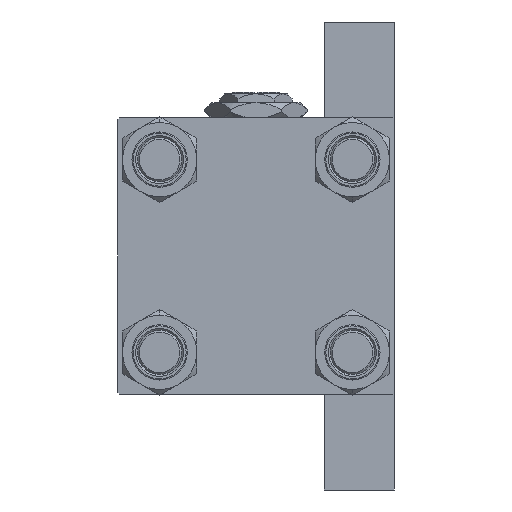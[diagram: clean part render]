
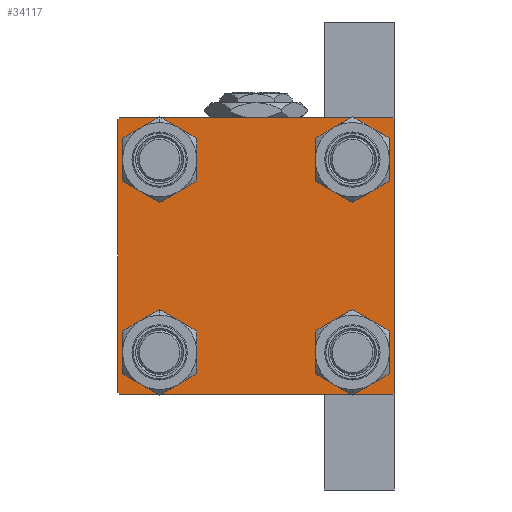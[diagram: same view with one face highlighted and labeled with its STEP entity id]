
A CAD part, left-side view. The second image highlights one B-rep face of the part: STEP entity #34117.
In plain terms, the highlighted planar face has unit normal (-1, 0, 0).
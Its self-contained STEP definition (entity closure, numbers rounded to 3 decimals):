
#396 = EDGE_CURVE ( 'NONE', #27828, #23928, #42369, .T. ) ;
#464 = VECTOR ( 'NONE', #12785, 1000. ) ;
#748 = DIRECTION ( 'NONE',  ( 1., 0., 0. ) ) ;
#1383 = CARTESIAN_POINT ( 'NONE',  ( 0., -37.5, -37. ) ) ;
#2028 = AXIS2_PLACEMENT_3D ( 'NONE', #38206, #18450, #49407 ) ;
#2397 = CARTESIAN_POINT ( 'NONE',  ( 0., 26.15, -32.65 ) ) ;
#3005 = ORIENTED_EDGE ( 'NONE', *, *, #33879, .T. ) ;
#3661 = EDGE_LOOP ( 'NONE', ( #16003, #43538 ) ) ;
#3826 = CARTESIAN_POINT ( 'NONE',  ( 0., -26.15, 32.65 ) ) ;
#4455 = ORIENTED_EDGE ( 'NONE', *, *, #30184, .T. ) ;
#5403 = EDGE_CURVE ( 'NONE', #41859, #30414, #34437, .T. ) ;
#6069 = CARTESIAN_POINT ( 'NONE',  ( 0., 26.15, -26.15 ) ) ;
#6527 = EDGE_CURVE ( 'NONE', #35210, #6583, #20389, .T. ) ;
#6583 = VERTEX_POINT ( 'NONE', #1383 ) ;
#6629 = CARTESIAN_POINT ( 'NONE',  ( 0., -37.5, 37. ) ) ;
#6785 = DIRECTION ( 'NONE',  ( 0., -0.707, -0.707 ) ) ;
#6999 = CIRCLE ( 'NONE', #7803, 6.5 ) ;
#7124 = DIRECTION ( 'NONE',  ( 1., 0., 0. ) ) ;
#7764 = EDGE_LOOP ( 'NONE', ( #16428, #4455 ) ) ;
#7803 = AXIS2_PLACEMENT_3D ( 'NONE', #8425, #43661, #23891 ) ;
#8356 = DIRECTION ( 'NONE',  ( 0., 0.707, -0.707 ) ) ;
#8425 = CARTESIAN_POINT ( 'NONE',  ( 0., -26.15, 26.15 ) ) ;
#8610 = CARTESIAN_POINT ( 'NONE',  ( 0., 26.15, 19.65 ) ) ;
#8830 = CARTESIAN_POINT ( 'NONE',  ( 0., -26.15, -26.15 ) ) ;
#9084 = VECTOR ( 'NONE', #22751, 1000. ) ;
#9360 = CARTESIAN_POINT ( 'NONE',  ( 0., 37.5, -37.5 ) ) ;
#9428 = CARTESIAN_POINT ( 'NONE',  ( 0., -26.15, 26.15 ) ) ;
#9494 = EDGE_CURVE ( 'NONE', #35210, #32611, #11854, .T. ) ;
#10007 = VECTOR ( 'NONE', #6785, 1000. ) ;
#11109 = VERTEX_POINT ( 'NONE', #3826 ) ;
#11113 = VECTOR ( 'NONE', #33840, 1000. ) ;
#11250 = ORIENTED_EDGE ( 'NONE', *, *, #23047, .T. ) ;
#11323 = CARTESIAN_POINT ( 'NONE',  ( 0., 0., 0. ) ) ;
#11441 = DIRECTION ( 'NONE',  ( 0., -1., 0. ) ) ;
#11854 = LINE ( 'NONE', #27314, #9084 ) ;
#11897 = CARTESIAN_POINT ( 'NONE',  ( 0., 37.25, 37.25 ) ) ;
#12033 = CARTESIAN_POINT ( 'NONE',  ( 0., 37.25, -37.25 ) ) ;
#12091 = AXIS2_PLACEMENT_3D ( 'NONE', #28359, #748, #47665 ) ;
#12258 = CARTESIAN_POINT ( 'NONE',  ( 0., 37., 37.5 ) ) ;
#12474 = DIRECTION ( 'NONE',  ( 0., -1., 0. ) ) ;
#12564 = AXIS2_PLACEMENT_3D ( 'NONE', #6069, #21266, #48429 ) ;
#12785 = DIRECTION ( 'NONE',  ( 0., 0., -1. ) ) ;
#12788 = CIRCLE ( 'NONE', #26553, 6.5 ) ;
#12862 = DIRECTION ( 'NONE',  ( 1., 0., 0. ) ) ;
#13093 = ORIENTED_EDGE ( 'NONE', *, *, #22492, .F. ) ;
#13198 = AXIS2_PLACEMENT_3D ( 'NONE', #9428, #39828, #40343 ) ;
#14062 = ORIENTED_EDGE ( 'NONE', *, *, #41422, .T. ) ;
#14211 = AXIS2_PLACEMENT_3D ( 'NONE', #8830, #12862, #24784 ) ;
#15632 = DIRECTION ( 'NONE',  ( -1., 0., 0. ) ) ;
#16003 = ORIENTED_EDGE ( 'NONE', *, *, #45507, .T. ) ;
#16150 = VECTOR ( 'NONE', #11441, 1000. ) ;
#16428 = ORIENTED_EDGE ( 'NONE', *, *, #5403, .T. ) ;
#16702 = LINE ( 'NONE', #9360, #16150 ) ;
#16930 = VERTEX_POINT ( 'NONE', #31440 ) ;
#17635 = CARTESIAN_POINT ( 'NONE',  ( 0., 37.5, 37.5 ) ) ;
#17724 = EDGE_CURVE ( 'NONE', #39541, #22984, #31910, .T. ) ;
#18450 = DIRECTION ( 'NONE',  ( 1., 0., 0. ) ) ;
#18916 = DIRECTION ( 'NONE',  ( 0., 0., 1. ) ) ;
#19428 = VERTEX_POINT ( 'NONE', #44352 ) ;
#19438 = FACE_BOUND ( 'NONE', #3661, .T. ) ;
#19679 = CARTESIAN_POINT ( 'NONE',  ( 0., -26.15, 19.65 ) ) ;
#20092 = LINE ( 'NONE', #39092, #32875 ) ;
#20389 = LINE ( 'NONE', #36113, #464 ) ;
#21266 = DIRECTION ( 'NONE',  ( 1., 0., 0. ) ) ;
#21569 = DIRECTION ( 'NONE',  ( 0., -0.707, 0.707 ) ) ;
#22492 = EDGE_CURVE ( 'NONE', #39541, #32611, #20092, .T. ) ;
#22608 = CARTESIAN_POINT ( 'NONE',  ( 0., -37., -37.5 ) ) ;
#22751 = DIRECTION ( 'NONE',  ( 0., 0.707, 0.707 ) ) ;
#22984 = VERTEX_POINT ( 'NONE', #34776 ) ;
#23047 = EDGE_CURVE ( 'NONE', #39932, #11109, #6999, .T. ) ;
#23891 = DIRECTION ( 'NONE',  ( 0., 0., 1. ) ) ;
#23902 = DIRECTION ( 'NONE',  ( 0., 0., 1. ) ) ;
#23928 = VERTEX_POINT ( 'NONE', #28421 ) ;
#24784 = DIRECTION ( 'NONE',  ( 0., 0., 1. ) ) ;
#25287 = EDGE_CURVE ( 'NONE', #22984, #16930, #45498, .T. ) ;
#25510 = ORIENTED_EDGE ( 'NONE', *, *, #9494, .T. ) ;
#26553 = AXIS2_PLACEMENT_3D ( 'NONE', #30178, #7124, #38044 ) ;
#26646 = EDGE_LOOP ( 'NONE', ( #14062, #11250 ) ) ;
#27314 = CARTESIAN_POINT ( 'NONE',  ( 0., -37.25, 37.25 ) ) ;
#27680 = CARTESIAN_POINT ( 'NONE',  ( 0., 26.15, 26.15 ) ) ;
#27828 = VERTEX_POINT ( 'NONE', #8610 ) ;
#28359 = CARTESIAN_POINT ( 'NONE',  ( 0., 26.15, -26.15 ) ) ;
#28421 = CARTESIAN_POINT ( 'NONE',  ( 0., 26.15, 32.65 ) ) ;
#28725 = ORIENTED_EDGE ( 'NONE', *, *, #17724, .T. ) ;
#30178 = CARTESIAN_POINT ( 'NONE',  ( 0., -26.15, -26.15 ) ) ;
#30184 = EDGE_CURVE ( 'NONE', #30414, #41859, #12788, .T. ) ;
#30414 = VERTEX_POINT ( 'NONE', #38915 ) ;
#30569 = VERTEX_POINT ( 'NONE', #2397 ) ;
#31258 = EDGE_LOOP ( 'NONE', ( #41681, #48784, #32744, #43558, #36759, #25510, #13093, #28725 ) ) ;
#31440 = CARTESIAN_POINT ( 'NONE',  ( 0., 37.5, -37. ) ) ;
#31910 = LINE ( 'NONE', #11897, #48101 ) ;
#32611 = VERTEX_POINT ( 'NONE', #36029 ) ;
#32744 = ORIENTED_EDGE ( 'NONE', *, *, #33962, .T. ) ;
#32875 = VECTOR ( 'NONE', #12474, 1000. ) ;
#33840 = DIRECTION ( 'NONE',  ( 0., 0., -1. ) ) ;
#33879 = EDGE_CURVE ( 'NONE', #36640, #30569, #46121, .T. ) ;
#33962 = EDGE_CURVE ( 'NONE', #19428, #40463, #16702, .T. ) ;
#34117 = ADVANCED_FACE ( 'NONE', ( #42522, #38194, #45562, #19438, #34904 ), #49395, .T. ) ;
#34437 = CIRCLE ( 'NONE', #14211, 6.5 ) ;
#34776 = CARTESIAN_POINT ( 'NONE',  ( 0., 37.5, 37. ) ) ;
#34904 = FACE_OUTER_BOUND ( 'NONE', #31258, .T. ) ;
#35210 = VERTEX_POINT ( 'NONE', #6629 ) ;
#35874 = CIRCLE ( 'NONE', #13198, 6.5 ) ;
#36029 = CARTESIAN_POINT ( 'NONE',  ( 0., -37., 37.5 ) ) ;
#36113 = CARTESIAN_POINT ( 'NONE',  ( 0., -37.5, 37.5 ) ) ;
#36640 = VERTEX_POINT ( 'NONE', #44814 ) ;
#36759 = ORIENTED_EDGE ( 'NONE', *, *, #6527, .F. ) ;
#38044 = DIRECTION ( 'NONE',  ( 0., 0., 1. ) ) ;
#38194 = FACE_BOUND ( 'NONE', #7764, .T. ) ;
#38206 = CARTESIAN_POINT ( 'NONE',  ( 0., 26.15, 26.15 ) ) ;
#38457 = CIRCLE ( 'NONE', #2028, 6.5 ) ;
#38651 = LINE ( 'NONE', #12033, #10007 ) ;
#38801 = AXIS2_PLACEMENT_3D ( 'NONE', #11323, #15632, #18916 ) ;
#38915 = CARTESIAN_POINT ( 'NONE',  ( 0., -26.15, -32.65 ) ) ;
#39092 = CARTESIAN_POINT ( 'NONE',  ( 0., 37.5, 37.5 ) ) ;
#39541 = VERTEX_POINT ( 'NONE', #12258 ) ;
#39828 = DIRECTION ( 'NONE',  ( 1., 0., 0. ) ) ;
#39932 = VERTEX_POINT ( 'NONE', #19679 ) ;
#40343 = DIRECTION ( 'NONE',  ( 0., 0., 1. ) ) ;
#40463 = VERTEX_POINT ( 'NONE', #22608 ) ;
#41093 = LINE ( 'NONE', #48706, #44924 ) ;
#41422 = EDGE_CURVE ( 'NONE', #11109, #39932, #35874, .T. ) ;
#41681 = ORIENTED_EDGE ( 'NONE', *, *, #25287, .T. ) ;
#41698 = CIRCLE ( 'NONE', #12564, 6.5 ) ;
#41859 = VERTEX_POINT ( 'NONE', #48420 ) ;
#41937 = EDGE_CURVE ( 'NONE', #16930, #19428, #38651, .T. ) ;
#42369 = CIRCLE ( 'NONE', #43176, 6.5 ) ;
#42419 = ORIENTED_EDGE ( 'NONE', *, *, #45374, .T. ) ;
#42522 = FACE_BOUND ( 'NONE', #26646, .T. ) ;
#43176 = AXIS2_PLACEMENT_3D ( 'NONE', #27680, #43670, #23902 ) ;
#43538 = ORIENTED_EDGE ( 'NONE', *, *, #396, .T. ) ;
#43558 = ORIENTED_EDGE ( 'NONE', *, *, #48672, .T. ) ;
#43661 = DIRECTION ( 'NONE',  ( 1., 0., 0. ) ) ;
#43670 = DIRECTION ( 'NONE',  ( 1., 0., 0. ) ) ;
#44051 = EDGE_LOOP ( 'NONE', ( #3005, #42419 ) ) ;
#44352 = CARTESIAN_POINT ( 'NONE',  ( 0., 37., -37.5 ) ) ;
#44814 = CARTESIAN_POINT ( 'NONE',  ( 0., 26.15, -19.65 ) ) ;
#44924 = VECTOR ( 'NONE', #21569, 1000. ) ;
#45374 = EDGE_CURVE ( 'NONE', #30569, #36640, #41698, .T. ) ;
#45498 = LINE ( 'NONE', #17635, #11113 ) ;
#45507 = EDGE_CURVE ( 'NONE', #23928, #27828, #38457, .T. ) ;
#45562 = FACE_BOUND ( 'NONE', #44051, .T. ) ;
#46121 = CIRCLE ( 'NONE', #12091, 6.5 ) ;
#47665 = DIRECTION ( 'NONE',  ( 0., 0., 1. ) ) ;
#48101 = VECTOR ( 'NONE', #8356, 1000. ) ;
#48420 = CARTESIAN_POINT ( 'NONE',  ( 0., -26.15, -19.65 ) ) ;
#48429 = DIRECTION ( 'NONE',  ( 0., 0., 1. ) ) ;
#48672 = EDGE_CURVE ( 'NONE', #40463, #6583, #41093, .T. ) ;
#48706 = CARTESIAN_POINT ( 'NONE',  ( 0., -37.25, -37.25 ) ) ;
#48784 = ORIENTED_EDGE ( 'NONE', *, *, #41937, .T. ) ;
#49395 = PLANE ( 'NONE',  #38801 ) ;
#49407 = DIRECTION ( 'NONE',  ( 0., 0., 1. ) ) ;
